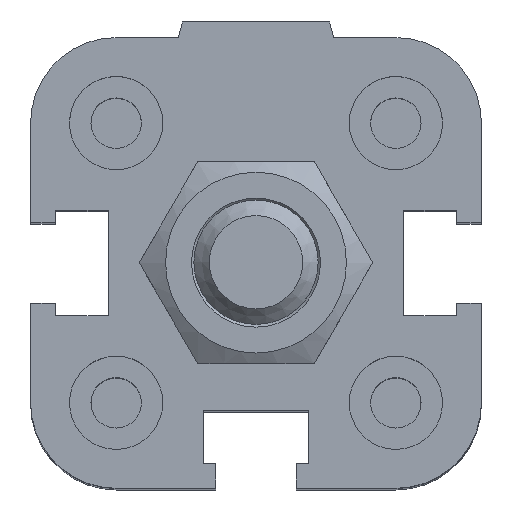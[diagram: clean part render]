
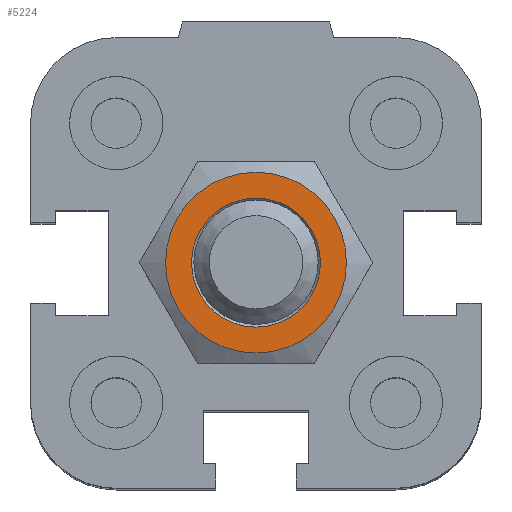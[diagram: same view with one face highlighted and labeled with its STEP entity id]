
A CAD part, top view. The second image highlights one B-rep face of the part: STEP entity #5224.
In plain terms, the highlighted face is planar.
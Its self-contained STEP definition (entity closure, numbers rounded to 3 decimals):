
#4868=CARTESIAN_POINT('',(2.909,5.038,0.0));
#4869=VERTEX_POINT('',#4868);
#4870=CARTESIAN_POINT('',(0.0,0.0,0.0));
#4871=DIRECTION('',(0.,0.,-1.0));
#4872=DIRECTION('',(0.5,0.866,0.));
#4873=AXIS2_PLACEMENT_3D('',#4870,#4871,#4872);
#4874=CIRCLE('',#4873,5.818);
#4875=EDGE_CURVE('',#4869,#4869,#4874,.T.);
#5078=CARTESIAN_POINT('',(-2.075,-3.594,0.0));
#5079=VERTEX_POINT('',#5078);
#5080=CARTESIAN_POINT('',(0.0,0.0,0.0));
#5081=DIRECTION('',(0.,0.,1.0));
#5082=DIRECTION('',(-0.5,-0.866,0.));
#5083=AXIS2_PLACEMENT_3D('',#5080,#5081,#5082);
#5084=CIRCLE('',#5083,4.15);
#5085=EDGE_CURVE('',#5079,#5079,#5084,.T.);
#5213=CARTESIAN_POINT('',(0.0,0.,0.0));
#5214=DIRECTION('',(0.0,0.0,1.0));
#5215=DIRECTION('',(1.0,0.0,0.0));
#5216=AXIS2_PLACEMENT_3D('',#5213,#5214,#5215);
#5217=PLANE('',#5216);
#5218=ORIENTED_EDGE('',*,*,#4875,.T.);
#5219=EDGE_LOOP('',(#5218));
#5220=FACE_OUTER_BOUND('',#5219,.T.);
#5221=ORIENTED_EDGE('',*,*,#5085,.T.);
#5222=EDGE_LOOP('',(#5221));
#5223=FACE_BOUND('',#5222,.T.);
#5224=ADVANCED_FACE('',(#5220,#5223),#5217,.F.);
